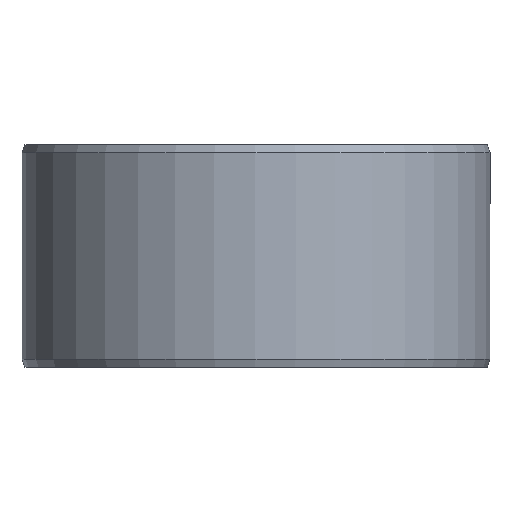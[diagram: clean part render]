
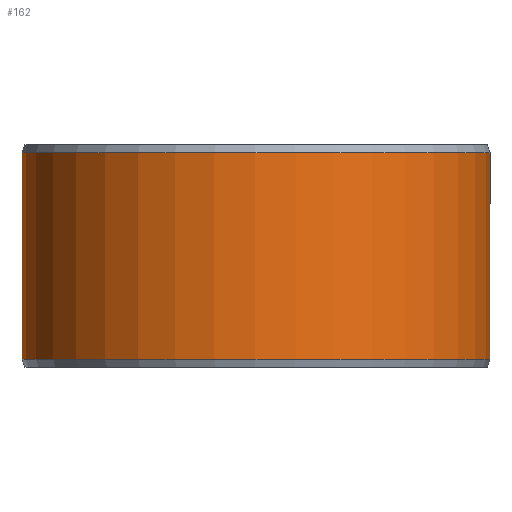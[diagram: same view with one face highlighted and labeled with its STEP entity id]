
A CAD part, front view. The second image highlights one B-rep face of the part: STEP entity #162.
In plain terms, the highlighted cylindrical face has radius 52.5 mm (diameter 105 mm), a partial arc.
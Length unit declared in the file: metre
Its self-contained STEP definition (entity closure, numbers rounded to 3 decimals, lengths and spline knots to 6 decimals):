
#162=ADVANCED_FACE('',(#185,#186),#187,.T.);
#185=FACE_OUTER_BOUND('',#211,.T.);
#186=FACE_BOUND('',#212,.T.);
#187=CYLINDRICAL_SURFACE('',#213,0.0525);
#211=EDGE_LOOP('',(#289,#290,#291,#292));
#212=EDGE_LOOP('',(#293));
#213=AXIS2_PLACEMENT_3D('',#294,#295,#296);
#289=ORIENTED_EDGE('',*,*,#314,.T.);
#290=ORIENTED_EDGE('',*,*,#323,.F.);
#291=ORIENTED_EDGE('',*,*,#309,.F.);
#292=ORIENTED_EDGE('',*,*,#324,.T.);
#293=ORIENTED_EDGE('',*,*,#327,.T.);
#294=CARTESIAN_POINT('',(0.,0.,0.0));
#295=DIRECTION('',(0.,0.0,-1.0));
#296=DIRECTION('',(-1.0,0.0,0.));
#309=EDGE_CURVE('',#341,#342,#343,.T.);
#314=EDGE_CURVE('',#351,#349,#352,.T.);
#323=EDGE_CURVE('',#342,#349,#365,.T.);
#324=EDGE_CURVE('',#341,#351,#366,.T.);
#327=EDGE_CURVE('',#370,#370,#371,.T.);
#341=VERTEX_POINT('',#389);
#342=VERTEX_POINT('',#390);
#343=CIRCLE('',#391,0.0525);
#349=VERTEX_POINT('',#399);
#351=VERTEX_POINT('',#402);
#352=CIRCLE('',#403,0.0525);
#365=LINE('',#422,#423);
#366=LINE('',#424,#425);
#370=VERTEX_POINT('',#505);
#371=B_SPLINE_CURVE_WITH_KNOTS('',3,(#506,#507,#508,#509,#510,#511,#512,#513,#514,#515,#516,#517,#518,#519,#520,#521,#522,#523,#524,#525,#526,#527,#528,#529,#530,#531,#532,#533,#534,#535,#536,#537,#538,#539,#540,#541,#542,#543,#544,#545,#546,#547,#548,#549,#550,#551,#552,#553,#554,#555,#556,#557,#558,#559,#560,#561,#562,#563,#564,#565,#566,#567,#568,#569,#570,#571,#572,#573,#574,#575,#576,#577,#578,#579),.UNSPECIFIED.,.T.,.F.,(2,2,2,2,2,2,2,2,2,2,2,2,2,2,2,2,2,2,2,2,2,2,2,2,2,2,2,2,2,2,2,2,2,2,2,2,2,2,2),(-0.000977,0.0,0.000977,0.001466,0.001955,0.002932,0.00391,0.004887,0.005865,0.006842,0.00782,0.008797,0.009775,0.010263,0.010752,0.011729,0.012707,0.013196,0.013684,0.014662,0.015639,0.016617,0.017594,0.018572,0.019549,0.020527,0.021504,0.022482,0.023459,0.024436,0.024925,0.025414,0.026391,0.027369,0.028346,0.029324,0.030301,0.031279,0.032256),.UNSPECIFIED.);
#389=CARTESIAN_POINT('',(0.000916,0.052492,0.0018));
#390=CARTESIAN_POINT('',(0.,0.0525,0.0018));
#391=AXIS2_PLACEMENT_3D('',#593,#594,#595);
#399=CARTESIAN_POINT('',(0.,0.0525,0.0482));
#402=CARTESIAN_POINT('',(0.000916,0.052492,0.0482));
#403=AXIS2_PLACEMENT_3D('',#602,#603,#604);
#422=CARTESIAN_POINT('',(0.,0.0525,0.0018));
#423=VECTOR('',#617,1.0);
#424=CARTESIAN_POINT('',(0.000916,0.052492,0.0018));
#425=VECTOR('',#618,1.0);
#505=CARTESIAN_POINT('',(0.042222,-0.031202,0.025));
#506=CARTESIAN_POINT('',(0.042222,-0.031202,0.024669));
#507=CARTESIAN_POINT('',(0.042222,-0.031202,0.025331));
#508=CARTESIAN_POINT('',(0.042241,-0.031176,0.025655));
#509=CARTESIAN_POINT('',(0.042298,-0.031099,0.026135));
#510=CARTESIAN_POINT('',(0.042321,-0.031067,0.026293));
#511=CARTESIAN_POINT('',(0.042378,-0.03099,0.026608));
#512=CARTESIAN_POINT('',(0.042411,-0.030945,0.026764));
#513=CARTESIAN_POINT('',(0.042522,-0.030792,0.027218));
#514=CARTESIAN_POINT('',(0.042612,-0.030667,0.027505));
#515=CARTESIAN_POINT('',(0.042824,-0.030371,0.028048));
#516=CARTESIAN_POINT('',(0.042946,-0.030198,0.028305));
#517=CARTESIAN_POINT('',(0.04321,-0.029819,0.028766));
#518=CARTESIAN_POINT('',(0.043353,-0.029611,0.028973));
#519=CARTESIAN_POINT('',(0.04366,-0.029158,0.029339));
#520=CARTESIAN_POINT('',(0.043821,-0.028915,0.029494));
#521=CARTESIAN_POINT('',(0.044149,-0.028411,0.029743));
#522=CARTESIAN_POINT('',(0.044319,-0.028145,0.02984));
#523=CARTESIAN_POINT('',(0.044662,-0.027598,0.029968));
#524=CARTESIAN_POINT('',(0.044832,-0.027322,0.03));
#525=CARTESIAN_POINT('',(0.045168,-0.026762,0.03));
#526=CARTESIAN_POINT('',(0.045336,-0.026476,0.029968));
#527=CARTESIAN_POINT('',(0.045656,-0.025921,0.02984));
#528=CARTESIAN_POINT('',(0.045809,-0.025649,0.029746));
#529=CARTESIAN_POINT('',(0.046029,-0.025251,0.029558));
#530=CARTESIAN_POINT('',(0.046101,-0.025119,0.029487));
#531=CARTESIAN_POINT('',(0.046239,-0.024865,0.029332));
#532=CARTESIAN_POINT('',(0.046305,-0.024741,0.029248));
#533=CARTESIAN_POINT('',(0.046496,-0.024382,0.028977));
#534=CARTESIAN_POINT('',(0.046613,-0.024157,0.02877));
#535=CARTESIAN_POINT('',(0.046826,-0.023741,0.028304));
#536=CARTESIAN_POINT('',(0.046919,-0.023555,0.028051));
#537=CARTESIAN_POINT('',(0.047041,-0.023311,0.027645));
#538=CARTESIAN_POINT('',(0.047078,-0.023236,0.027506));
#539=CARTESIAN_POINT('',(0.047147,-0.023096,0.027216));
#540=CARTESIAN_POINT('',(0.047178,-0.023032,0.027066));
#541=CARTESIAN_POINT('',(0.047261,-0.022862,0.026612));
#542=CARTESIAN_POINT('',(0.047302,-0.022777,0.026301));
#543=CARTESIAN_POINT('',(0.047358,-0.022661,0.02566));
#544=CARTESIAN_POINT('',(0.047372,-0.022631,0.025328));
#545=CARTESIAN_POINT('',(0.047372,-0.022631,0.024675));
#546=CARTESIAN_POINT('',(0.047358,-0.022659,0.024351));
#547=CARTESIAN_POINT('',(0.047303,-0.022775,0.023706));
#548=CARTESIAN_POINT('',(0.047261,-0.022862,0.02339));
#549=CARTESIAN_POINT('',(0.047152,-0.023086,0.022788));
#550=CARTESIAN_POINT('',(0.047083,-0.023226,0.022497));
#551=CARTESIAN_POINT('',(0.04692,-0.023554,0.02195));
#552=CARTESIAN_POINT('',(0.046827,-0.023739,0.021699));
#553=CARTESIAN_POINT('',(0.046616,-0.02415,0.021237));
#554=CARTESIAN_POINT('',(0.046498,-0.024378,0.021026));
#555=CARTESIAN_POINT('',(0.046243,-0.024859,0.020663));
#556=CARTESIAN_POINT('',(0.046106,-0.025111,0.020509));
#557=CARTESIAN_POINT('',(0.045813,-0.025641,0.020257));
#558=CARTESIAN_POINT('',(0.045657,-0.025918,0.020161));
#559=CARTESIAN_POINT('',(0.045338,-0.026472,0.020033));
#560=CARTESIAN_POINT('',(0.045174,-0.026752,0.02));
#561=CARTESIAN_POINT('',(0.044834,-0.027319,0.02));
#562=CARTESIAN_POINT('',(0.044663,-0.027596,0.020032));
#563=CARTESIAN_POINT('',(0.044409,-0.028002,0.020127));
#564=CARTESIAN_POINT('',(0.044324,-0.028136,0.020166));
#565=CARTESIAN_POINT('',(0.044155,-0.028401,0.020261));
#566=CARTESIAN_POINT('',(0.04407,-0.028533,0.020317));
#567=CARTESIAN_POINT('',(0.043822,-0.028914,0.020505));
#568=CARTESIAN_POINT('',(0.043663,-0.029153,0.020658));
#569=CARTESIAN_POINT('',(0.043358,-0.029604,0.02102));
#570=CARTESIAN_POINT('',(0.043212,-0.029817,0.021231));
#571=CARTESIAN_POINT('',(0.042948,-0.030196,0.021692));
#572=CARTESIAN_POINT('',(0.042828,-0.030366,0.021943));
#573=CARTESIAN_POINT('',(0.042614,-0.030664,0.022489));
#574=CARTESIAN_POINT('',(0.042523,-0.030791,0.02278));
#575=CARTESIAN_POINT('',(0.042375,-0.030994,0.023382));
#576=CARTESIAN_POINT('',(0.042318,-0.031072,0.023696));
#577=CARTESIAN_POINT('',(0.042241,-0.031176,0.024343));
#578=CARTESIAN_POINT('',(0.042222,-0.031202,0.024669));
#579=CARTESIAN_POINT('',(0.042222,-0.031202,0.025331));
#593=CARTESIAN_POINT('',(0.,0.,0.0018));
#594=DIRECTION('',(0.,0.0,-1.0));
#595=DIRECTION('',(-1.0,0.0,0.));
#602=CARTESIAN_POINT('',(0.,0.,0.0482));
#603=DIRECTION('',(0.,0.0,-1.0));
#604=DIRECTION('',(-1.0,0.0,0.));
#617=DIRECTION('',(0.,0.0,1.0));
#618=DIRECTION('',(0.,0.,1.0));
